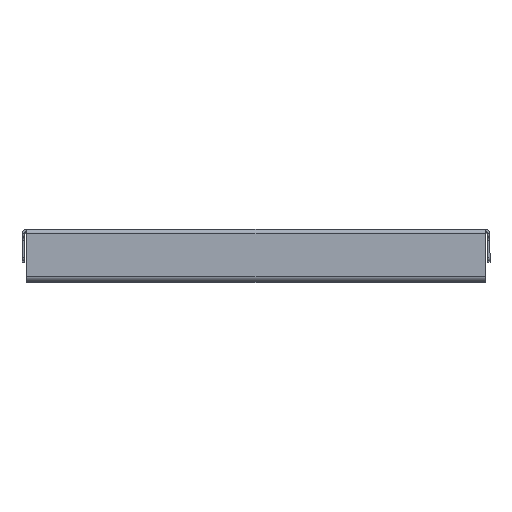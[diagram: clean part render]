
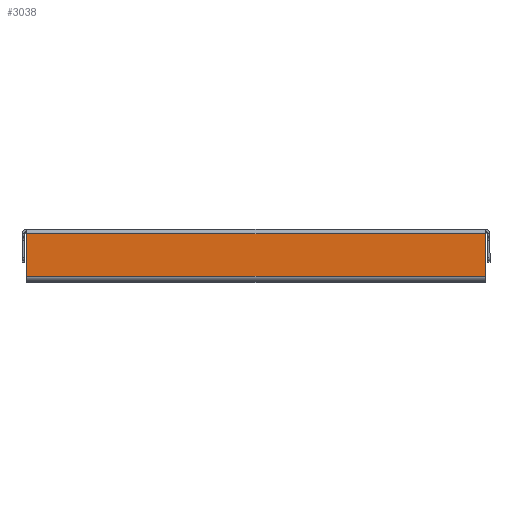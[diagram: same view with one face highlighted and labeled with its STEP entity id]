
A CAD part, top view. The second image highlights one B-rep face of the part: STEP entity #3038.
In plain terms, the highlighted planar face has unit normal (0, 0, 1).
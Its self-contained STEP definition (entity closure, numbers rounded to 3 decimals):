
#9 = LINE ( 'NONE', #7299, #4050 ) ;
#57 = VECTOR ( 'NONE', #3478, 1000. ) ;
#239 = VERTEX_POINT ( 'NONE', #5931 ) ;
#509 = LINE ( 'NONE', #7794, #2646 ) ;
#956 = CARTESIAN_POINT ( 'NONE',  ( -146., -30., 299. ) ) ;
#1054 = EDGE_LOOP ( 'NONE', ( #7213, #6382, #5337, #7478 ) ) ;
#1583 = CARTESIAN_POINT ( 'NONE',  ( 0., -3., 299. ) ) ;
#2010 = CARTESIAN_POINT ( 'NONE',  ( 0., 0., 299. ) ) ;
#2075 = LINE ( 'NONE', #956, #6481 ) ;
#2503 = CARTESIAN_POINT ( 'NONE',  ( -146., -3., 299. ) ) ;
#2576 = VERTEX_POINT ( 'NONE', #2503 ) ;
#2646 = VECTOR ( 'NONE', #4682, 1000. ) ;
#2696 = EDGE_CURVE ( 'NONE', #6224, #7614, #9, .T. ) ;
#2884 = FACE_OUTER_BOUND ( 'NONE', #1054, .T. ) ;
#3004 = CARTESIAN_POINT ( 'NONE',  ( 146., -30., 299. ) ) ;
#3038 = ADVANCED_FACE ( 'NONE', ( #2884 ), #5060, .T. ) ;
#3423 = CARTESIAN_POINT ( 'NONE',  ( 146., -3., 299. ) ) ;
#3478 = DIRECTION ( 'NONE',  ( -1., 0., 0. ) ) ;
#3510 = LINE ( 'NONE', #1583, #57 ) ;
#4032 = EDGE_CURVE ( 'NONE', #6224, #2576, #3510, .T. ) ;
#4050 = VECTOR ( 'NONE', #4266, 1000. ) ;
#4266 = DIRECTION ( 'NONE',  ( 0., -1., 0. ) ) ;
#4682 = DIRECTION ( 'NONE',  ( 0., 1., 0. ) ) ;
#5060 = PLANE ( 'NONE',  #5457 ) ;
#5337 = ORIENTED_EDGE ( 'NONE', *, *, #7510, .F. ) ;
#5457 = AXIS2_PLACEMENT_3D ( 'NONE', #2010, #6894, #7528 ) ;
#5731 = DIRECTION ( 'NONE',  ( -1., 0., 0. ) ) ;
#5931 = CARTESIAN_POINT ( 'NONE',  ( -146., -30., 299. ) ) ;
#6224 = VERTEX_POINT ( 'NONE', #3423 ) ;
#6382 = ORIENTED_EDGE ( 'NONE', *, *, #4032, .T. ) ;
#6481 = VECTOR ( 'NONE', #5731, 1000. ) ;
#6894 = DIRECTION ( 'NONE',  ( 0., 0., 1. ) ) ;
#7213 = ORIENTED_EDGE ( 'NONE', *, *, #2696, .F. ) ;
#7299 = CARTESIAN_POINT ( 'NONE',  ( 146., -30., 299. ) ) ;
#7324 = EDGE_CURVE ( 'NONE', #7614, #239, #2075, .T. ) ;
#7478 = ORIENTED_EDGE ( 'NONE', *, *, #7324, .F. ) ;
#7510 = EDGE_CURVE ( 'NONE', #239, #2576, #509, .T. ) ;
#7528 = DIRECTION ( 'NONE',  ( 0., -1., 0. ) ) ;
#7614 = VERTEX_POINT ( 'NONE', #3004 ) ;
#7794 = CARTESIAN_POINT ( 'NONE',  ( -146., -1.5, 299. ) ) ;
